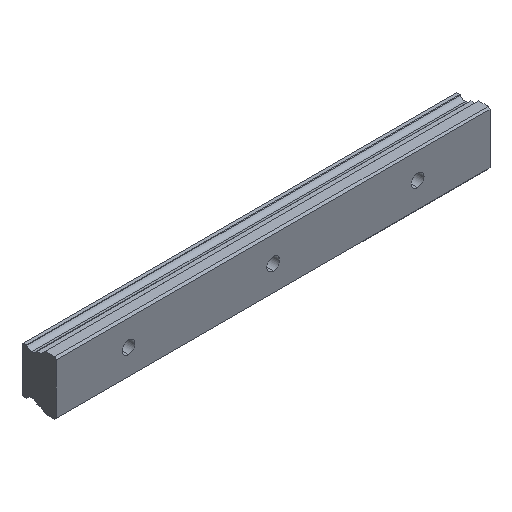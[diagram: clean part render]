
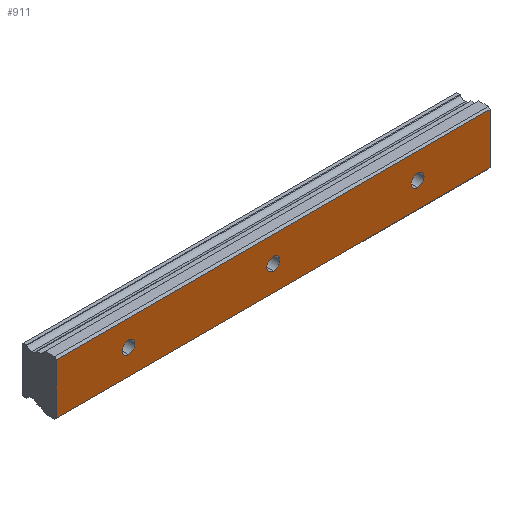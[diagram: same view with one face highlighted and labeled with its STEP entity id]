
A CAD part, isometric view. The second image highlights one B-rep face of the part: STEP entity #911.
In plain terms, the highlighted planar face has unit normal (0, -1, 0).
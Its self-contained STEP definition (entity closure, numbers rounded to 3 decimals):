
#35 = DIRECTION ( 'NONE',  ( 0., -1., 0. ) ) ;
#102 = CARTESIAN_POINT ( 'NONE',  ( -20., 0., -7. ) ) ;
#113 = ORIENTED_EDGE ( 'NONE', *, *, #900, .F. ) ;
#127 = CARTESIAN_POINT ( 'NONE',  ( 0., 0., 1.75 ) ) ;
#148 = VERTEX_POINT ( 'NONE', #991 ) ;
#153 = EDGE_LOOP ( 'NONE', ( #874, #945, #113, #1256 ) ) ;
#164 = CARTESIAN_POINT ( 'NONE',  ( -20., 0., 7. ) ) ;
#180 = EDGE_CURVE ( 'NONE', #148, #868, #732, .T. ) ;
#189 = CARTESIAN_POINT ( 'NONE',  ( 40., 0., 0. ) ) ;
#190 = EDGE_CURVE ( 'NONE', #1201, #782, #651, .T. ) ;
#197 = DIRECTION ( 'NONE',  ( 0., 0., 1. ) ) ;
#201 = CIRCLE ( 'NONE', #879, 1.75 ) ;
#202 = DIRECTION ( 'NONE',  ( 0., 0., 1. ) ) ;
#222 = VERTEX_POINT ( 'NONE', #1119 ) ;
#245 = DIRECTION ( 'NONE',  ( 0., -1., 0. ) ) ;
#267 = EDGE_CURVE ( 'NONE', #1102, #778, #1223, .T. ) ;
#295 = FACE_BOUND ( 'NONE', #442, .T. ) ;
#300 = DIRECTION ( 'NONE',  ( 0., -1., 0. ) ) ;
#343 = CARTESIAN_POINT ( 'NONE',  ( 80., 0., 0. ) ) ;
#347 = CARTESIAN_POINT ( 'NONE',  ( 0., 0., 0. ) ) ;
#357 = VECTOR ( 'NONE', #589, 1000. ) ;
#374 = EDGE_CURVE ( 'NONE', #528, #569, #988, .T. ) ;
#376 = DIRECTION ( 'NONE',  ( 0., 0., 1. ) ) ;
#406 = ORIENTED_EDGE ( 'NONE', *, *, #801, .F. ) ;
#412 = CARTESIAN_POINT ( 'NONE',  ( 0., 0., 0. ) ) ;
#441 = CARTESIAN_POINT ( 'NONE',  ( 0., 0., -1.75 ) ) ;
#442 = EDGE_LOOP ( 'NONE', ( #549, #827 ) ) ;
#497 = LINE ( 'NONE', #1167, #1231 ) ;
#526 = CARTESIAN_POINT ( 'NONE',  ( 100., 0., 7. ) ) ;
#528 = VERTEX_POINT ( 'NONE', #441 ) ;
#535 = AXIS2_PLACEMENT_3D ( 'NONE', #412, #1084, #202 ) ;
#540 = EDGE_LOOP ( 'NONE', ( #709, #1046 ) ) ;
#543 = CARTESIAN_POINT ( 'NONE',  ( 40., 0., 0. ) ) ;
#549 = ORIENTED_EDGE ( 'NONE', *, *, #1138, .F. ) ;
#558 = AXIS2_PLACEMENT_3D ( 'NONE', #347, #35, #1028 ) ;
#569 = VERTEX_POINT ( 'NONE', #127 ) ;
#580 = CARTESIAN_POINT ( 'NONE',  ( 40., 0., 1.75 ) ) ;
#585 = FACE_OUTER_BOUND ( 'NONE', #153, .T. ) ;
#589 = DIRECTION ( 'NONE',  ( -1., 0., 0. ) ) ;
#651 = LINE ( 'NONE', #526, #699 ) ;
#666 = AXIS2_PLACEMENT_3D ( 'NONE', #189, #678, #784 ) ;
#678 = DIRECTION ( 'NONE',  ( 0., -1., 0. ) ) ;
#687 = DIRECTION ( 'NONE',  ( 1., 0., 0. ) ) ;
#691 = FACE_BOUND ( 'NONE', #540, .T. ) ;
#699 = VECTOR ( 'NONE', #751, 1000. ) ;
#703 = AXIS2_PLACEMENT_3D ( 'NONE', #1248, #300, #376 ) ;
#709 = ORIENTED_EDGE ( 'NONE', *, *, #873, .F. ) ;
#730 = DIRECTION ( 'NONE',  ( 0., 0., 1. ) ) ;
#732 = CIRCLE ( 'NONE', #1249, 1.75 ) ;
#744 = DIRECTION ( 'NONE',  ( 0., -1., 0. ) ) ;
#748 = ORIENTED_EDGE ( 'NONE', *, *, #924, .F. ) ;
#751 = DIRECTION ( 'NONE',  ( 0., 0., -1. ) ) ;
#759 = DIRECTION ( 'NONE',  ( 0., 0., 1. ) ) ;
#775 = EDGE_LOOP ( 'NONE', ( #748, #406 ) ) ;
#776 = CARTESIAN_POINT ( 'NONE',  ( 80., 0., -1.75 ) ) ;
#778 = VERTEX_POINT ( 'NONE', #164 ) ;
#782 = VERTEX_POINT ( 'NONE', #1152 ) ;
#784 = DIRECTION ( 'NONE',  ( 0., 0., 1. ) ) ;
#801 = EDGE_CURVE ( 'NONE', #927, #222, #201, .T. ) ;
#827 = ORIENTED_EDGE ( 'NONE', *, *, #374, .F. ) ;
#868 = VERTEX_POINT ( 'NONE', #580 ) ;
#869 = CARTESIAN_POINT ( 'NONE',  ( 100., 0., 7. ) ) ;
#873 = EDGE_CURVE ( 'NONE', #868, #148, #1210, .T. ) ;
#874 = ORIENTED_EDGE ( 'NONE', *, *, #878, .F. ) ;
#878 = EDGE_CURVE ( 'NONE', #782, #1102, #1062, .T. ) ;
#879 = AXIS2_PLACEMENT_3D ( 'NONE', #343, #245, #759 ) ;
#882 = PLANE ( 'NONE',  #1087 ) ;
#900 = EDGE_CURVE ( 'NONE', #778, #1201, #497, .T. ) ;
#911 = ADVANCED_FACE ( 'NONE', ( #585, #295, #1160, #691 ), #882, .F. ) ;
#924 = EDGE_CURVE ( 'NONE', #222, #927, #1035, .T. ) ;
#927 = VERTEX_POINT ( 'NONE', #776 ) ;
#945 = ORIENTED_EDGE ( 'NONE', *, *, #190, .F. ) ;
#947 = DIRECTION ( 'NONE',  ( 0., 0., 1. ) ) ;
#961 = CIRCLE ( 'NONE', #558, 1.75 ) ;
#988 = CIRCLE ( 'NONE', #535, 1.75 ) ;
#991 = CARTESIAN_POINT ( 'NONE',  ( 40., 0., -1.75 ) ) ;
#1028 = DIRECTION ( 'NONE',  ( 0., 0., 1. ) ) ;
#1035 = CIRCLE ( 'NONE', #703, 1.75 ) ;
#1046 = ORIENTED_EDGE ( 'NONE', *, *, #180, .F. ) ;
#1062 = LINE ( 'NONE', #1172, #357 ) ;
#1080 = DIRECTION ( 'NONE',  ( 0., 1., 0. ) ) ;
#1082 = CARTESIAN_POINT ( 'NONE',  ( 100., 0., 7. ) ) ;
#1084 = DIRECTION ( 'NONE',  ( 0., -1., 0. ) ) ;
#1087 = AXIS2_PLACEMENT_3D ( 'NONE', #1082, #1080, #197 ) ;
#1102 = VERTEX_POINT ( 'NONE', #102 ) ;
#1110 = VECTOR ( 'NONE', #730, 1000. ) ;
#1119 = CARTESIAN_POINT ( 'NONE',  ( 80., 0., 1.75 ) ) ;
#1138 = EDGE_CURVE ( 'NONE', #569, #528, #961, .T. ) ;
#1152 = CARTESIAN_POINT ( 'NONE',  ( 100., 0., -7. ) ) ;
#1160 = FACE_BOUND ( 'NONE', #775, .T. ) ;
#1167 = CARTESIAN_POINT ( 'NONE',  ( 100., 0., 7. ) ) ;
#1172 = CARTESIAN_POINT ( 'NONE',  ( 100., 0., -7. ) ) ;
#1201 = VERTEX_POINT ( 'NONE', #869 ) ;
#1210 = CIRCLE ( 'NONE', #666, 1.75 ) ;
#1214 = CARTESIAN_POINT ( 'NONE',  ( -20., 0., 7. ) ) ;
#1223 = LINE ( 'NONE', #1214, #1110 ) ;
#1231 = VECTOR ( 'NONE', #687, 1000. ) ;
#1248 = CARTESIAN_POINT ( 'NONE',  ( 80., 0., 0. ) ) ;
#1249 = AXIS2_PLACEMENT_3D ( 'NONE', #543, #744, #947 ) ;
#1256 = ORIENTED_EDGE ( 'NONE', *, *, #267, .F. ) ;
